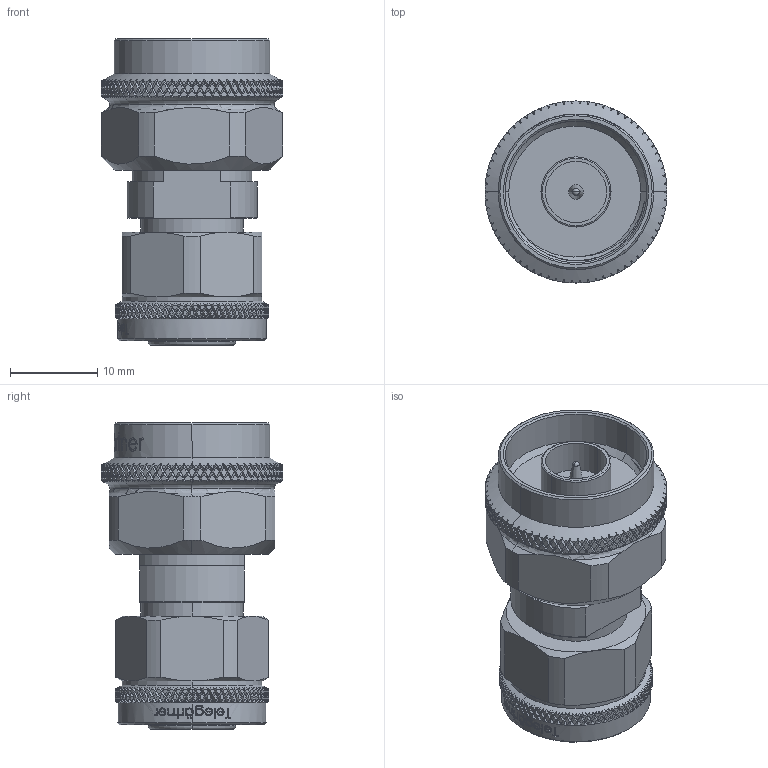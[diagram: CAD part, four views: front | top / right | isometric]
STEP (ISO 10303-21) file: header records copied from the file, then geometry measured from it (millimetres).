
FILE_DESCRIPTION (( 'STEP AP214' ), '1' );
FILE_NAME ('J01027A0036.STEP', '2018-08-02T11:34:51', ( '' ), ( '' ), 'SwSTEP 2.0', 'SolidWorks 2017', '' );
FILE_SCHEMA (( 'AUTOMOTIVE_DESIGN' ));
Length unit declared in the file: millimetre
Products named in the file (1): J01027A0036
Bounding box: 20.8 x 20.8 x 35 mm (x, y, z)
Volume: 6816.8 mm3; surface area: 3806.9 mm2
Topology: 1 solids, 2 shells, 2995 faces, 6746 edges, 3800 vertices
Faces by surface type: plane 2177, cylinder 510, bspline 175, cone 114, torus 19
Entity records: 129478 total; most frequent: CARTESIAN_POINT 38769, ORIENTED_EDGE 13492, DIRECTION 9943, EDGE_CURVE 6746, VERTEX_POINT 3800, AXIS2_PLACEMENT_3D 3520, EDGE_LOOP 3040, ADVANCED_FACE 2995
